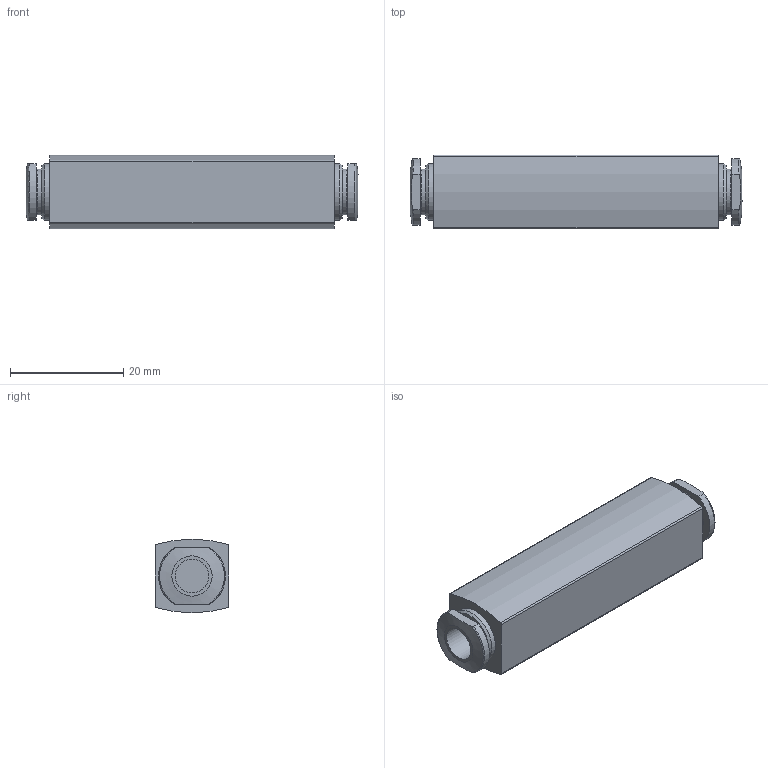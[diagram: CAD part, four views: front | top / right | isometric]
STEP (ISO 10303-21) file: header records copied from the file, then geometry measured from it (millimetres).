
FILE_DESCRIPTION(/* description */ ('STEP AP214'),/* implementation_level */ '2;1');
FILE_NAME(/* name */ '193552_VN-05-M-I3-PQ2-VQ2',/* time_stamp */ '2024-09-16T23:34:54+02:00',/* author */ ('License CC BY-ND 4.0'),/* organization */ ('CADENAS'),/* preprocessor_version */ 'ST-DEVELOPER v19.3',/* originating_system */ 'PARTsolutions',/* authorisation */ ' ');
FILE_SCHEMA (('AUTOMOTIVE_DESIGN {1 0 10303 214 3 1 1}'));
Length unit declared in the file: millimetre
Products named in the file (1): 193552 VN-05-M-I3-PQ2-VQ2
Bounding box: 58.6 x 13 x 13 mm (x, y, z)
Volume: 8480.1 mm3; surface area: 3323.9 mm2
Topology: 1 solids, 1 shells, 42 faces, 92 edges, 60 vertices
Faces by surface type: cylinder 16, plane 16, torus 6, cone 4
Full cylindrical faces by diameter (mm): 6 x2, 8.1 x2, 10 x2
Entity records: 1426 total; most frequent: CARTESIAN_POINT 223, DIRECTION 194, ORIENTED_EDGE 156, AXIS2_PLACEMENT_3D 85, EDGE_CURVE 78, EDGE_LOOP 62, FACE_BOUND 62, VERTEX_POINT 58
